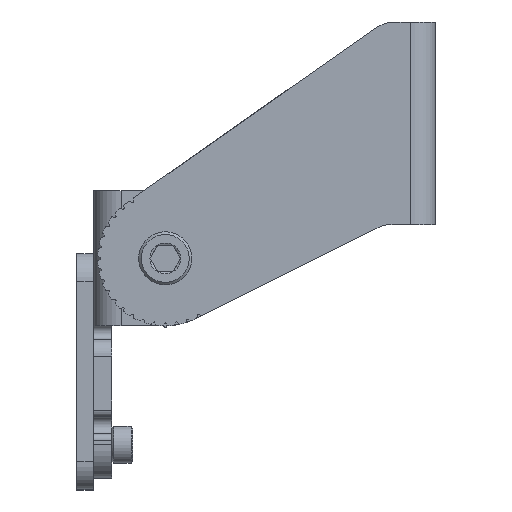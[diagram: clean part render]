
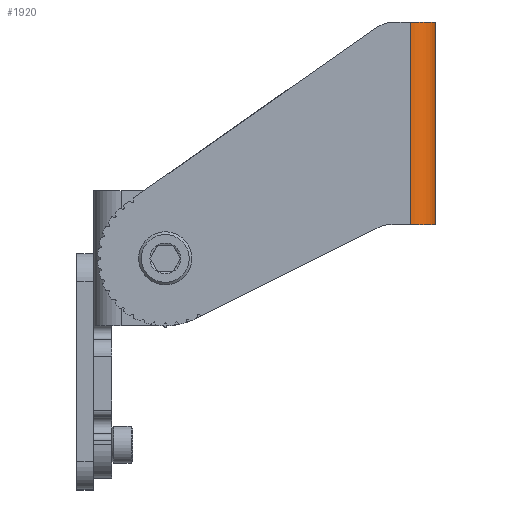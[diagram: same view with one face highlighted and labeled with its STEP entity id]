
A CAD part, left-side view. The second image highlights one B-rep face of the part: STEP entity #1920.
In plain terms, the highlighted cylindrical face has radius 4.699 mm (diameter 9.398 mm), a partial arc.
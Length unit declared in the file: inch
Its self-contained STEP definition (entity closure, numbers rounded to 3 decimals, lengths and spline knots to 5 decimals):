
#106 = CIRCLE ( 'NONE', #5478, 0.185 ) ;
#738 = DIRECTION ( 'NONE',  ( -1., 0., 0. ) ) ;
#1278 = EDGE_CURVE ( 'NONE', #6965, #12175, #13383, .T. ) ;
#1572 = DIRECTION ( 'NONE',  ( 0., 0., -1. ) ) ;
#1776 = AXIS2_PLACEMENT_3D ( 'NONE', #5205, #11227, #738 ) ;
#1920 = ADVANCED_FACE ( 'NONE', ( #3619 ), #12707, .T. ) ;
#2987 = CARTESIAN_POINT ( 'NONE',  ( -0.885, 0.185, -0.75 ) ) ;
#3619 = FACE_OUTER_BOUND ( 'NONE', #13335, .T. ) ;
#3710 = EDGE_CURVE ( 'NONE', #6965, #8482, #13537, .T. ) ;
#5205 = CARTESIAN_POINT ( 'NONE',  ( -0.7, 0.185, 0.75 ) ) ;
#5478 = AXIS2_PLACEMENT_3D ( 'NONE', #10148, #14725, #10248 ) ;
#6171 = CARTESIAN_POINT ( 'NONE',  ( -0.7, 0.185, 0.75 ) ) ;
#6623 = ORIENTED_EDGE ( 'NONE', *, *, #17175, .F. ) ;
#6824 = VECTOR ( 'NONE', #8240, 39.37008 ) ;
#6965 = VERTEX_POINT ( 'NONE', #13261 ) ;
#7086 = CARTESIAN_POINT ( 'NONE',  ( -0.7, 0., -0.75 ) ) ;
#7376 = AXIS2_PLACEMENT_3D ( 'NONE', #6171, #9136, #19282 ) ;
#7888 = CARTESIAN_POINT ( 'NONE',  ( -0.885, 0.185, -1. ) ) ;
#8100 = ORIENTED_EDGE ( 'NONE', *, *, #3710, .T. ) ;
#8240 = DIRECTION ( 'NONE',  ( 0., 0., -1. ) ) ;
#8335 = CARTESIAN_POINT ( 'NONE',  ( -0.7, 0., 0.75 ) ) ;
#8396 = VECTOR ( 'NONE', #1572, 39.37008 ) ;
#8482 = VERTEX_POINT ( 'NONE', #2987 ) ;
#9063 = ORIENTED_EDGE ( 'NONE', *, *, #13922, .F. ) ;
#9136 = DIRECTION ( 'NONE',  ( 0., 0., 1. ) ) ;
#9605 = CARTESIAN_POINT ( 'NONE',  ( -0.7, 0., 0.75 ) ) ;
#10148 = CARTESIAN_POINT ( 'NONE',  ( -0.7, 0.185, -0.75 ) ) ;
#10248 = DIRECTION ( 'NONE',  ( 1., 0., 0. ) ) ;
#11227 = DIRECTION ( 'NONE',  ( 0., 0., 1. ) ) ;
#12175 = VERTEX_POINT ( 'NONE', #9605 ) ;
#12707 = CYLINDRICAL_SURFACE ( 'NONE', #1776, 0.185 ) ;
#13261 = CARTESIAN_POINT ( 'NONE',  ( -0.885, 0.185, 0.75 ) ) ;
#13335 = EDGE_LOOP ( 'NONE', ( #6623, #17666, #8100, #9063 ) ) ;
#13383 = CIRCLE ( 'NONE', #7376, 0.185 ) ;
#13537 = LINE ( 'NONE', #7888, #8396 ) ;
#13922 = EDGE_CURVE ( 'NONE', #18402, #8482, #106, .T. ) ;
#14725 = DIRECTION ( 'NONE',  ( 0., 0., -1. ) ) ;
#17175 = EDGE_CURVE ( 'NONE', #12175, #18402, #18899, .T. ) ;
#17666 = ORIENTED_EDGE ( 'NONE', *, *, #1278, .F. ) ;
#18402 = VERTEX_POINT ( 'NONE', #7086 ) ;
#18899 = LINE ( 'NONE', #8335, #6824 ) ;
#19282 = DIRECTION ( 'NONE',  ( 1., 0., 0. ) ) ;
